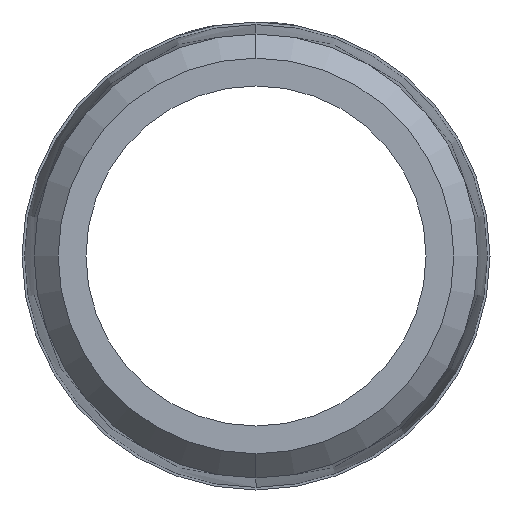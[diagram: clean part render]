
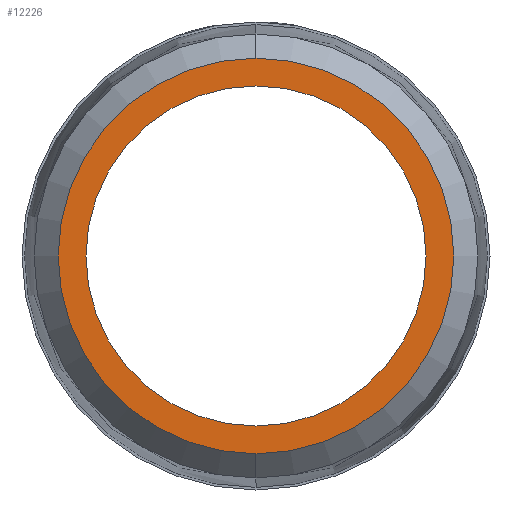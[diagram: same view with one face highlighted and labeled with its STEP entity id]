
A CAD part, left-side view. The second image highlights one B-rep face of the part: STEP entity #12226.
In plain terms, the highlighted planar face has unit normal (-1, 0, 0).
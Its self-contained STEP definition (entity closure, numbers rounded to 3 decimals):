
#1229 = VERTEX_POINT ( 'NONE', #14698 ) ;
#1481 = AXIS2_PLACEMENT_3D ( 'NONE', #5132, #3820, #6454 ) ;
#1752 = DIRECTION ( 'NONE',  ( 0., 0., -1. ) ) ;
#1967 = CIRCLE ( 'NONE', #15910, 6.25 ) ;
#2355 = CARTESIAN_POINT ( 'NONE',  ( -20., 0., 7.27 ) ) ;
#2577 = EDGE_LOOP ( 'NONE', ( #5031, #5183 ) ) ;
#3718 = FACE_OUTER_BOUND ( 'NONE', #2577, .T. ) ;
#3820 = DIRECTION ( 'NONE',  ( -1., 0., 0. ) ) ;
#4177 = EDGE_CURVE ( 'NONE', #12373, #11186, #1967, .T. ) ;
#4330 = DIRECTION ( 'NONE',  ( 1., 0., 0. ) ) ;
#5031 = ORIENTED_EDGE ( 'NONE', *, *, #9532, .T. ) ;
#5132 = CARTESIAN_POINT ( 'NONE',  ( -20., 0., 0. ) ) ;
#5183 = ORIENTED_EDGE ( 'NONE', *, *, #7605, .T. ) ;
#5272 = EDGE_CURVE ( 'NONE', #11186, #12373, #11768, .T. ) ;
#6454 = DIRECTION ( 'NONE',  ( 0., 0., 1. ) ) ;
#6499 = FACE_BOUND ( 'NONE', #11078, .T. ) ;
#6720 = DIRECTION ( 'NONE',  ( -1., 0., 0. ) ) ;
#7605 = EDGE_CURVE ( 'NONE', #15026, #1229, #16028, .T. ) ;
#7616 = CARTESIAN_POINT ( 'NONE',  ( -20., 0., 0. ) ) ;
#7658 = CARTESIAN_POINT ( 'NONE',  ( -20., 0., -6.25 ) ) ;
#8095 = DIRECTION ( 'NONE',  ( 0., 0., 1. ) ) ;
#8579 = CARTESIAN_POINT ( 'NONE',  ( -20., 6.25, 0. ) ) ;
#9532 = EDGE_CURVE ( 'NONE', #1229, #15026, #14502, .T. ) ;
#10561 = AXIS2_PLACEMENT_3D ( 'NONE', #7616, #17164, #15804 ) ;
#11078 = EDGE_LOOP ( 'NONE', ( #13479, #12153 ) ) ;
#11186 = VERTEX_POINT ( 'NONE', #13599 ) ;
#11768 = CIRCLE ( 'NONE', #1481, 6.25 ) ;
#12153 = ORIENTED_EDGE ( 'NONE', *, *, #4177, .F. ) ;
#12226 = ADVANCED_FACE ( 'NONE', ( #6499, #3718 ), #17645, .F. ) ;
#12373 = VERTEX_POINT ( 'NONE', #7658 ) ;
#12844 = CARTESIAN_POINT ( 'NONE',  ( -20., 0., 0. ) ) ;
#13018 = DIRECTION ( 'NONE',  ( 0., 0., 1. ) ) ;
#13479 = ORIENTED_EDGE ( 'NONE', *, *, #5272, .F. ) ;
#13599 = CARTESIAN_POINT ( 'NONE',  ( -20., 0., 6.25 ) ) ;
#14502 = CIRCLE ( 'NONE', #10561, 7.27 ) ;
#14698 = CARTESIAN_POINT ( 'NONE',  ( -20., 0., -7.27 ) ) ;
#14914 = CARTESIAN_POINT ( 'NONE',  ( -20., 0., 0. ) ) ;
#15026 = VERTEX_POINT ( 'NONE', #2355 ) ;
#15804 = DIRECTION ( 'NONE',  ( 0., 0., 1. ) ) ;
#15910 = AXIS2_PLACEMENT_3D ( 'NONE', #12844, #17007, #13018 ) ;
#16028 = CIRCLE ( 'NONE', #17074, 7.27 ) ;
#16188 = AXIS2_PLACEMENT_3D ( 'NONE', #8579, #4330, #1752 ) ;
#17007 = DIRECTION ( 'NONE',  ( -1., 0., 0. ) ) ;
#17074 = AXIS2_PLACEMENT_3D ( 'NONE', #14914, #6720, #8095 ) ;
#17164 = DIRECTION ( 'NONE',  ( -1., 0., 0. ) ) ;
#17645 = PLANE ( 'NONE',  #16188 ) ;
